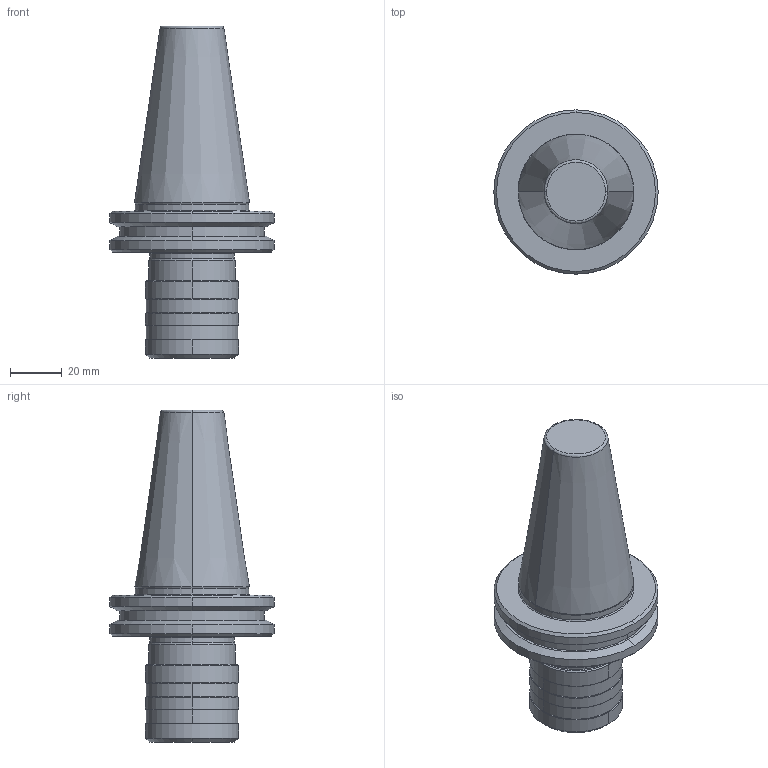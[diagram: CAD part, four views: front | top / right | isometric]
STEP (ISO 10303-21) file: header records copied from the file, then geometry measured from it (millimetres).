
FILE_DESCRIPTION (( 'STEP AP203' ), '1' );
FILE_NAME ('SK40 KWFLK1 60.0.STEP', '2019-05-06T05:30:12', ( '' ), ( '' ), 'SwSTEP 2.0', 'SolidWorks 2014', '' );
FILE_SCHEMA (( 'CONFIG_CONTROL_DESIGN' ));
Length unit declared in the file: millimetre
Products named in the file (1): SK40 KWFLK1 60.0
Bounding box: 63.5 x 63.5 x 128.4 mm (x, y, z)
Volume: 156655.6 mm3; surface area: 21681.2 mm2
Topology: 1 solids, 1 shells, 61 faces, 136 edges, 82 vertices
Faces by surface type: cone 26, cylinder 22, plane 7, bspline 6
Entity records: 2303 total; most frequent: CARTESIAN_POINT 856, DIRECTION 316, ORIENTED_EDGE 272, EDGE_CURVE 136, AXIS2_PLACEMENT_3D 134, VERTEX_POINT 82, CIRCLE 78, EDGE_LOOP 66
